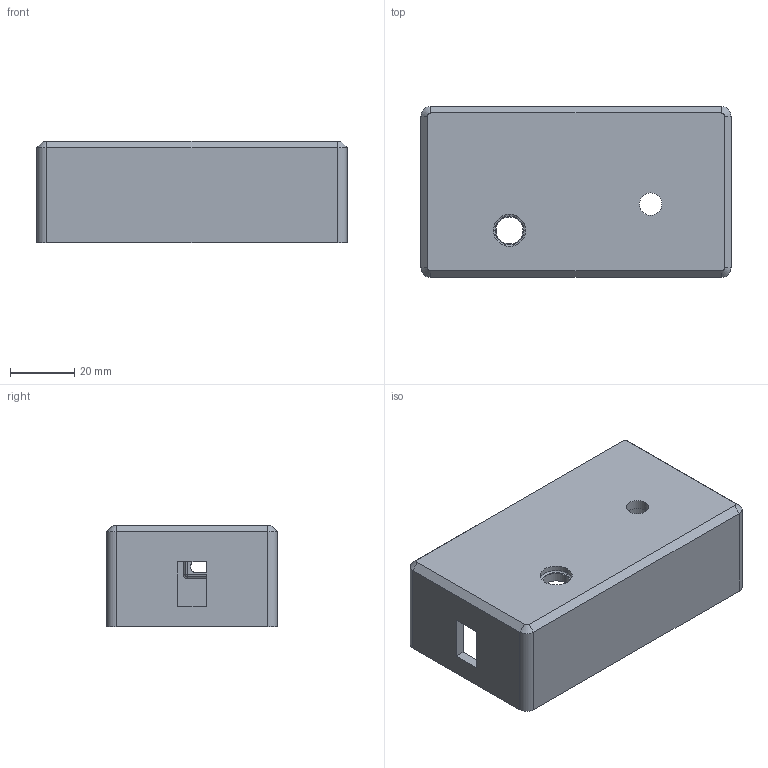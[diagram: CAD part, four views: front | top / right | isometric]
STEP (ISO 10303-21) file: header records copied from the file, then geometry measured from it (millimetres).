
FILE_DESCRIPTION (( 'STEP AP203' ), '1' );
FILE_NAME ('Base.STEP', '2021-10-30T17:54:48', ( '' ), ( '' ), 'SwSTEP 2.0', 'SolidWorks 2018', '' );
FILE_SCHEMA (( 'CONFIG_CONTROL_DESIGN' ));
Length unit declared in the file: millimetre
Products named in the file (1): Base
Bounding box: 96.25 x 53 x 31.5 mm (x, y, z)
Volume: 39865.5 mm3; surface area: 28425.5 mm2
Topology: 1 solids, 1 shells, 168 faces, 404 edges, 253 vertices
Faces by surface type: plane 78, cylinder 65, cone 15, torus 8, sphere 2
Entity records: 4954 total; most frequent: DIRECTION 897, CARTESIAN_POINT 825, ORIENTED_EDGE 800, EDGE_CURVE 400, AXIS2_PLACEMENT_3D 329, VERTEX_POINT 253, VECTOR 239, LINE 239
